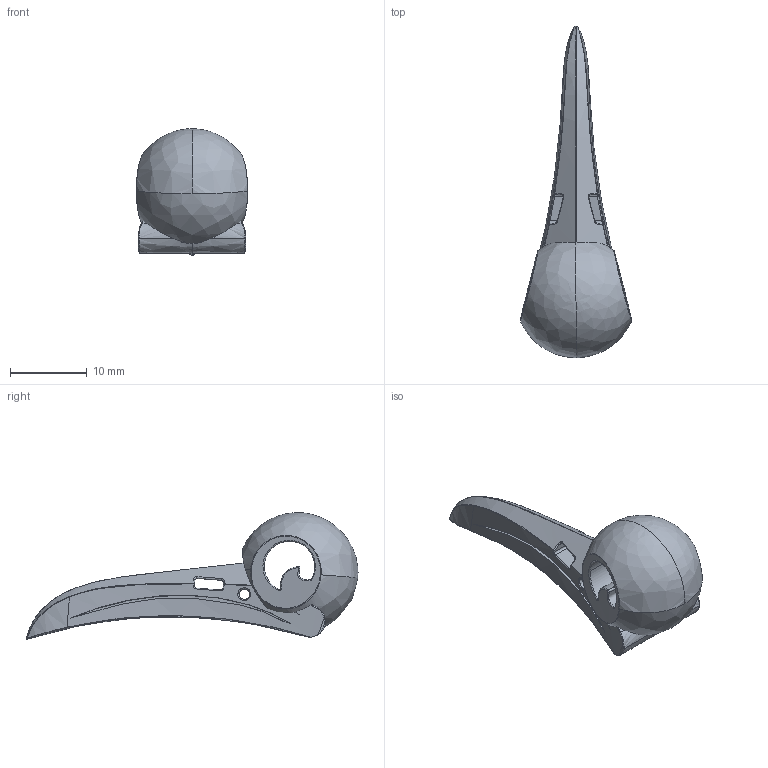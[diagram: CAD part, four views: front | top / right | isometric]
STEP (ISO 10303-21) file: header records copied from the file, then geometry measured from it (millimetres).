
FILE_DESCRIPTION(('FreeCAD Model'),'2;1');
FILE_NAME('Open CASCADE Shape Model','2025-05-04T06:49:48',('FreeCAD'),( 'FreeCAD'),'Open CASCADE STEP processor 7.6','FreeCAD','Unknown');
FILE_SCHEMA(('AUTOMOTIVE_DESIGN { 1 0 10303 214 1 1 1 1 }'));
Length unit declared in the file: millimetre
Products named in the file (1): Open CASCADE STEP translator 7.6 1
Bounding box: 14.47 x 43.14 x 16.46 mm (x, y, z)
Volume: 2327.5 mm3; surface area: 2312.8 mm2
Topology: 3 solids, 3 shells, 147 faces, 986 edges, 1439 vertices
Faces by surface type: bspline 147
Entity records: 21240 total; most frequent: CARTESIAN_POINT 17411, ORIENTED_EDGE 752, B_SPLINE_CURVE_WITH_KNOTS 729, GEOMETRIC_CURVE_SET 604, TRIMMED_CURVE 604, EDGE_CURVE 376, VERTEX_POINT 235, FACE_BOUND 157
